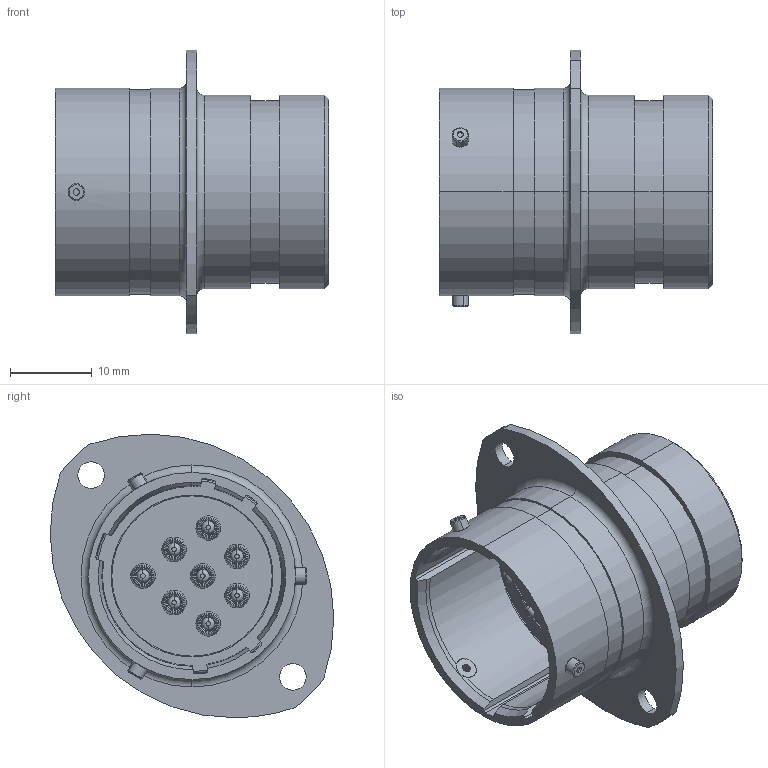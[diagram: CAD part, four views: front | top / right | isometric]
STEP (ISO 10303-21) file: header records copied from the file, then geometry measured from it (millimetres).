
FILE_DESCRIPTION (( 'STEP AP214' ), '1' );
FILE_NAME ('AS016-08PD.STEP', '2020-06-08T10:00:51', ( 'TE Connectivity' ), ( 'TE Connectivity' ), 'SwSTEP 2.0', 'SolidWorks 2016', '' );
FILE_SCHEMA (( 'AUTOMOTIVE_DESIGN' ));
Length unit declared in the file: millimetre
Products named in the file (1): AS016-08PD
Bounding box: 33.31 x 34.6 x 34.6 mm (x, y, z)
Volume: 9635.5 mm3; surface area: 11398.5 mm2
Topology: 18 solids, 18 shells, 621 faces, 1339 edges, 798 vertices
Faces by surface type: cylinder 235, torus 184, plane 102, cone 84, sphere 16
Entity records: 24281 total; most frequent: DIRECTION 3462, CARTESIAN_POINT 3056, ORIENTED_EDGE 2646, AXIS2_PLACEMENT_3D 1559, EDGE_CURVE 1323, CIRCLE 939, VERTEX_POINT 792, EDGE_LOOP 735
